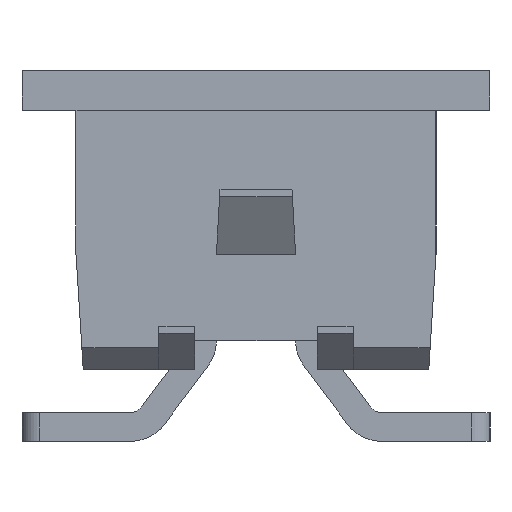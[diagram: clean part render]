
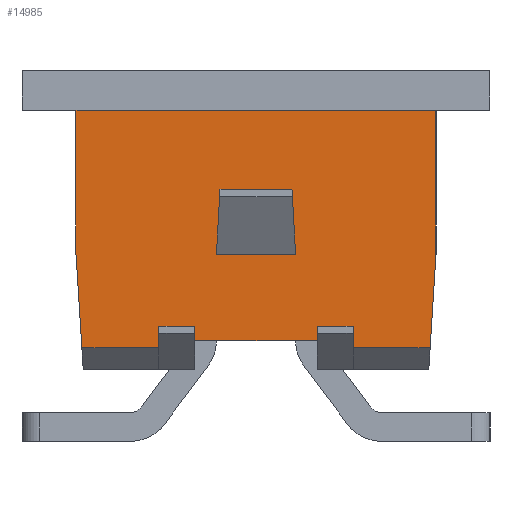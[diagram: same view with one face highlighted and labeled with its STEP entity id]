
A CAD part, front view. The second image highlights one B-rep face of the part: STEP entity #14985.
In plain terms, the highlighted face is planar.
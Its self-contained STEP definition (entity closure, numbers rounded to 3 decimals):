
#1310=ORIENTED_EDGE('',*,*,#3933,.T.);
#1311=ORIENTED_EDGE('',*,*,#3941,.T.);
#1312=ORIENTED_EDGE('',*,*,#3995,.F.);
#1313=ORIENTED_EDGE('',*,*,#4118,.T.);
#1314=ORIENTED_EDGE('',*,*,#3999,.F.);
#1315=ORIENTED_EDGE('',*,*,#3963,.F.);
#1316=ORIENTED_EDGE('',*,*,#3956,.T.);
#1317=ORIENTED_EDGE('',*,*,#4136,.T.);
#1318=ORIENTED_EDGE('',*,*,#3974,.F.);
#1319=ORIENTED_EDGE('',*,*,#4042,.F.);
#1320=ORIENTED_EDGE('',*,*,#3827,.F.);
#1321=ORIENTED_EDGE('',*,*,#4037,.T.);
#1322=ORIENTED_EDGE('',*,*,#3982,.T.);
#1323=ORIENTED_EDGE('',*,*,#4137,.T.);
#1324=ORIENTED_EDGE('',*,*,#3900,.T.);
#1325=ORIENTED_EDGE('',*,*,#4138,.T.);
#1326=ORIENTED_EDGE('',*,*,#3907,.F.);
#1327=ORIENTED_EDGE('',*,*,#4139,.F.);
#3827=EDGE_CURVE('',#5373,#5366,#6365,.T.);
#3900=EDGE_CURVE('',#5398,#5399,#6414,.T.);
#3907=EDGE_CURVE('',#5405,#5402,#6421,.T.);
#3933=EDGE_CURVE('',#5429,#5428,#6447,.T.);
#3941=EDGE_CURVE('',#5428,#5433,#6455,.T.);
#3956=EDGE_CURVE('',#5446,#5444,#6470,.T.);
#3963=EDGE_CURVE('',#5446,#5451,#6477,.T.);
#3974=EDGE_CURVE('',#5460,#5461,#6488,.T.);
#3982=EDGE_CURVE('',#5469,#5468,#6496,.T.);
#3995=EDGE_CURVE('',#5474,#5433,#6509,.T.);
#3999=EDGE_CURVE('',#5451,#5478,#6513,.T.);
#4037=EDGE_CURVE('',#5373,#5469,#6543,.T.);
#4042=EDGE_CURVE('',#5366,#5460,#6548,.T.);
#4118=EDGE_CURVE('',#5474,#5478,#6624,.T.);
#4136=EDGE_CURVE('',#5444,#5461,#6642,.T.);
#4137=EDGE_CURVE('',#5468,#5429,#6643,.T.);
#4138=EDGE_CURVE('',#5399,#5402,#6644,.T.);
#4139=EDGE_CURVE('',#5398,#5405,#6645,.T.);
#5366=VERTEX_POINT('',#20019);
#5373=VERTEX_POINT('',#20032);
#5398=VERTEX_POINT('',#20168);
#5399=VERTEX_POINT('',#20169);
#5402=VERTEX_POINT('',#20177);
#5405=VERTEX_POINT('',#20182);
#5428=VERTEX_POINT('',#20238);
#5429=VERTEX_POINT('',#20240);
#5433=VERTEX_POINT('',#20254);
#5444=VERTEX_POINT('',#20285);
#5446=VERTEX_POINT('',#20288);
#5451=VERTEX_POINT('',#20299);
#5460=VERTEX_POINT('',#20323);
#5461=VERTEX_POINT('',#20325);
#5468=VERTEX_POINT('',#20340);
#5469=VERTEX_POINT('',#20342);
#5474=VERTEX_POINT('',#20363);
#5478=VERTEX_POINT('',#20373);
#6365=LINE('',#20033,#7599);
#6414=LINE('',#20167,#7648);
#6421=LINE('',#20183,#7655);
#6447=LINE('',#20239,#7681);
#6455=LINE('',#20255,#7689);
#6470=LINE('',#20287,#7704);
#6477=LINE('',#20301,#7711);
#6488=LINE('',#20324,#7722);
#6496=LINE('',#20341,#7730);
#6509=LINE('',#20365,#7743);
#6513=LINE('',#20372,#7747);
#6543=LINE('',#20444,#7777);
#6548=LINE('',#20452,#7782);
#6624=LINE('',#20587,#7858);
#6642=LINE('',#20607,#7876);
#6643=LINE('',#20609,#7877);
#6644=LINE('',#20611,#7878);
#6645=LINE('',#20612,#7879);
#7599=VECTOR('',#16781,1000.);
#7648=VECTOR('',#16952,1000.);
#7655=VECTOR('',#16961,1000.);
#7681=VECTOR('',#17001,1000.);
#7689=VECTOR('',#17015,1000.);
#7704=VECTOR('',#17040,1000.);
#7711=VECTOR('',#17049,1000.);
#7722=VECTOR('',#17066,1000.);
#7730=VECTOR('',#17076,1000.);
#7743=VECTOR('',#17097,1000.);
#7747=VECTOR('',#17103,1000.);
#7777=VECTOR('',#17185,1000.);
#7782=VECTOR('',#17196,1000.);
#7858=VECTOR('',#17278,1000.);
#7876=VECTOR('',#17300,1000.);
#7877=VECTOR('',#17303,1000.);
#7878=VECTOR('',#17306,1000.);
#7879=VECTOR('',#17307,1000.);
#8838=EDGE_LOOP('',(#1310,#1311,#1312,#1313,#1314,#1315,#1316,#1317,#1318,
#1319,#1320,#1321,#1322,#1323));
#8839=EDGE_LOOP('',(#1324,#1325,#1326,#1327));
#9520=FACE_BOUND('',#8838,.T.);
#9521=FACE_BOUND('',#8839,.T.);
#10143=PLANE('',#15704);
#14985=ADVANCED_FACE('',(#9520,#9521),#10143,.F.);
#15704=AXIS2_PLACEMENT_3D('',#20610,#17304,#17305);
#16781=DIRECTION('',(0.,-1.,0.));
#16952=DIRECTION('',(0.,-0.055,-0.998));
#16961=DIRECTION('',(0.,0.055,-0.998));
#17001=DIRECTION('',(0.,0.,1.));
#17015=DIRECTION('',(0.,-1.,0.));
#17040=DIRECTION('',(0.,0.,-1.));
#17049=DIRECTION('',(0.,1.,0.));
#17066=DIRECTION('',(0.,0.062,-0.998));
#17076=DIRECTION('',(0.,-0.062,-0.998));
#17097=DIRECTION('',(0.,0.,1.));
#17103=DIRECTION('',(0.,0.,-1.));
#17185=DIRECTION('',(0.,0.,-1.));
#17196=DIRECTION('',(0.,0.,-1.));
#17278=DIRECTION('',(0.,-1.,0.));
#17300=DIRECTION('',(0.,-1.,0.));
#17303=DIRECTION('',(0.,-1.,0.));
#17304=DIRECTION('',(1.,0.,0.));
#17305=DIRECTION('',(0.,0.,-1.));
#17306=DIRECTION('',(0.,1.,0.));
#17307=DIRECTION('',(0.,1.,0.));
#20019=CARTESIAN_POINT('',(-9.905,-2.5,3.6));
#20032=CARTESIAN_POINT('',(-9.905,2.5,3.6));
#20033=CARTESIAN_POINT('',(-9.905,2.5,3.6));
#20167=CARTESIAN_POINT('',(-9.905,-0.5,2.5));
#20168=CARTESIAN_POINT('',(-9.905,-0.5,2.5));
#20169=CARTESIAN_POINT('',(-9.905,-0.55,1.6));
#20177=CARTESIAN_POINT('',(-9.905,0.55,1.6));
#20182=CARTESIAN_POINT('',(-9.905,0.5,2.5));
#20183=CARTESIAN_POINT('',(-9.905,0.5,2.5));
#20238=CARTESIAN_POINT('',(-9.905,1.35,0.6));
#20239=CARTESIAN_POINT('',(-9.905,1.35,0.3));
#20240=CARTESIAN_POINT('',(-9.905,1.35,0.3));
#20254=CARTESIAN_POINT('',(-9.905,0.85,0.6));
#20255=CARTESIAN_POINT('',(-9.905,1.35,0.6));
#20285=CARTESIAN_POINT('',(-9.905,-1.35,0.3));
#20287=CARTESIAN_POINT('',(-9.905,-1.35,0.6));
#20288=CARTESIAN_POINT('',(-9.905,-1.35,0.6));
#20299=CARTESIAN_POINT('',(-9.905,-0.85,0.6));
#20301=CARTESIAN_POINT('',(-9.905,-1.35,0.6));
#20323=CARTESIAN_POINT('',(-9.905,-2.5,1.6));
#20324=CARTESIAN_POINT('',(-9.905,-2.605,3.281));
#20325=CARTESIAN_POINT('',(-9.905,-2.419,0.3));
#20340=CARTESIAN_POINT('',(-9.905,2.419,0.3));
#20341=CARTESIAN_POINT('',(-9.905,2.625,3.592));
#20342=CARTESIAN_POINT('',(-9.905,2.5,1.6));
#20363=CARTESIAN_POINT('',(-9.905,0.85,0.4));
#20365=CARTESIAN_POINT('',(-9.905,0.85,0.3));
#20372=CARTESIAN_POINT('',(-9.905,-0.85,0.6));
#20373=CARTESIAN_POINT('',(-9.905,-0.85,0.4));
#20444=CARTESIAN_POINT('',(-9.905,2.5,3.6));
#20452=CARTESIAN_POINT('',(-9.905,-2.5,3.6));
#20587=CARTESIAN_POINT('',(-9.905,2.5,0.4));
#20607=CARTESIAN_POINT('',(-9.905,2.5,0.3));
#20609=CARTESIAN_POINT('',(-9.905,2.5,0.3));
#20610=CARTESIAN_POINT('',(-9.905,2.5,3.6));
#20611=CARTESIAN_POINT('',(-9.905,-0.55,1.6));
#20612=CARTESIAN_POINT('',(-9.905,-0.55,2.5));
